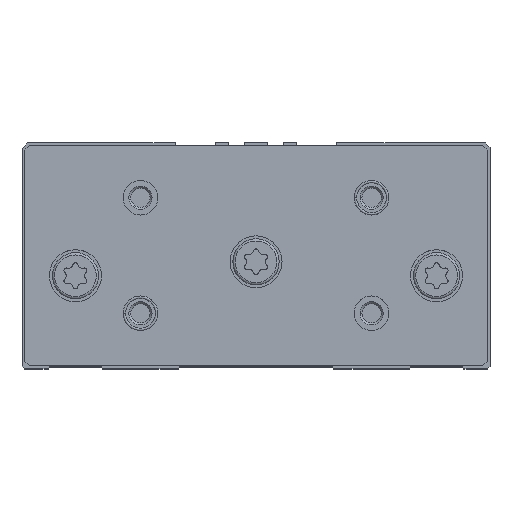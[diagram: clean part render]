
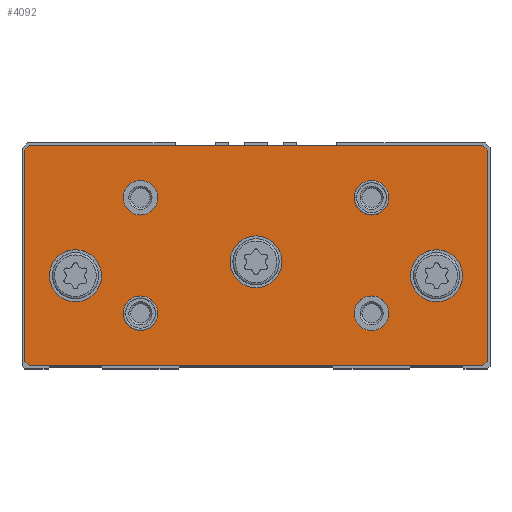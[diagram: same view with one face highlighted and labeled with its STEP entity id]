
A CAD part, top view. The second image highlights one B-rep face of the part: STEP entity #4092.
In plain terms, the highlighted face is planar.
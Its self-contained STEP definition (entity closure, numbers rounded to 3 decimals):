
#387=LINE('',#6863,#625);
#391=LINE('',#6872,#629);
#394=LINE('',#6878,#632);
#397=LINE('',#6884,#635);
#400=LINE('',#6890,#638);
#403=LINE('',#6896,#641);
#406=LINE('',#6902,#644);
#409=LINE('',#6908,#647);
#625=VECTOR('',#5570,1000.);
#629=VECTOR('',#5576,1000.);
#632=VECTOR('',#5581,1000.);
#635=VECTOR('',#5586,1000.);
#638=VECTOR('',#5591,1000.);
#641=VECTOR('',#5596,1000.);
#644=VECTOR('',#5601,1000.);
#647=VECTOR('',#5606,1000.);
#1333=ORIENTED_EDGE('',*,*,#2078,.F.);
#1334=ORIENTED_EDGE('',*,*,#2079,.F.);
#1335=ORIENTED_EDGE('',*,*,#2080,.F.);
#1336=ORIENTED_EDGE('',*,*,#2081,.F.);
#1337=ORIENTED_EDGE('',*,*,#2082,.F.);
#1338=ORIENTED_EDGE('',*,*,#2083,.F.);
#1339=ORIENTED_EDGE('',*,*,#2084,.F.);
#1340=ORIENTED_EDGE('',*,*,#2047,.T.);
#1341=ORIENTED_EDGE('',*,*,#2051,.T.);
#1342=ORIENTED_EDGE('',*,*,#2054,.T.);
#1343=ORIENTED_EDGE('',*,*,#2057,.T.);
#1344=ORIENTED_EDGE('',*,*,#2060,.T.);
#1345=ORIENTED_EDGE('',*,*,#2063,.T.);
#1346=ORIENTED_EDGE('',*,*,#2066,.T.);
#1347=ORIENTED_EDGE('',*,*,#2069,.T.);
#2047=EDGE_CURVE('',#2511,#2512,#387,.T.);
#2051=EDGE_CURVE('',#2512,#2515,#391,.T.);
#2054=EDGE_CURVE('',#2515,#2517,#394,.T.);
#2057=EDGE_CURVE('',#2517,#2519,#397,.T.);
#2060=EDGE_CURVE('',#2519,#2521,#400,.T.);
#2063=EDGE_CURVE('',#2521,#2523,#403,.T.);
#2066=EDGE_CURVE('',#2523,#2525,#406,.T.);
#2069=EDGE_CURVE('',#2525,#2511,#409,.T.);
#2078=EDGE_CURVE('',#2532,#2532,#2817,.T.);
#2079=EDGE_CURVE('',#2533,#2533,#2818,.T.);
#2080=EDGE_CURVE('',#2534,#2534,#2819,.T.);
#2081=EDGE_CURVE('',#2535,#2535,#2820,.T.);
#2082=EDGE_CURVE('',#2536,#2536,#2821,.T.);
#2083=EDGE_CURVE('',#2537,#2537,#2822,.T.);
#2084=EDGE_CURVE('',#2538,#2538,#2823,.T.);
#2511=VERTEX_POINT('',#6864);
#2512=VERTEX_POINT('',#6865);
#2515=VERTEX_POINT('',#6873);
#2517=VERTEX_POINT('',#6879);
#2519=VERTEX_POINT('',#6885);
#2521=VERTEX_POINT('',#6891);
#2523=VERTEX_POINT('',#6897);
#2525=VERTEX_POINT('',#6903);
#2532=VERTEX_POINT('',#6925);
#2533=VERTEX_POINT('',#6927);
#2534=VERTEX_POINT('',#6929);
#2535=VERTEX_POINT('',#6931);
#2536=VERTEX_POINT('',#6933);
#2537=VERTEX_POINT('',#6935);
#2538=VERTEX_POINT('',#6937);
#2817=CIRCLE('',#4576,9.);
#2818=CIRCLE('',#4577,9.);
#2819=CIRCLE('',#4578,9.);
#2820=CIRCLE('',#4579,6.);
#2821=CIRCLE('',#4580,6.);
#2822=CIRCLE('',#4581,6.);
#2823=CIRCLE('',#4582,6.);
#3189=EDGE_LOOP('',(#1333));
#3190=EDGE_LOOP('',(#1334));
#3191=EDGE_LOOP('',(#1335));
#3192=EDGE_LOOP('',(#1336));
#3193=EDGE_LOOP('',(#1337));
#3194=EDGE_LOOP('',(#1338));
#3195=EDGE_LOOP('',(#1339));
#3196=EDGE_LOOP('',(#1340,#1341,#1342,#1343,#1344,#1345,#1346,#1347));
#3637=FACE_BOUND('',#3189,.T.);
#3638=FACE_BOUND('',#3190,.T.);
#3639=FACE_BOUND('',#3191,.T.);
#3640=FACE_BOUND('',#3192,.T.);
#3641=FACE_BOUND('',#3193,.T.);
#3642=FACE_BOUND('',#3194,.T.);
#3643=FACE_BOUND('',#3195,.T.);
#3644=FACE_BOUND('',#3196,.T.);
#3896=PLANE('',#4575);
#4092=ADVANCED_FACE('',(#3637,#3638,#3639,#3640,#3641,#3642,#3643,#3644),
#3896,.F.);
#4575=AXIS2_PLACEMENT_3D('',#6923,#5622,#5623);
#4576=AXIS2_PLACEMENT_3D('',#6924,#5624,#5625);
#4577=AXIS2_PLACEMENT_3D('',#6926,#5626,#5627);
#4578=AXIS2_PLACEMENT_3D('',#6928,#5628,#5629);
#4579=AXIS2_PLACEMENT_3D('',#6930,#5630,#5631);
#4580=AXIS2_PLACEMENT_3D('',#6932,#5632,#5633);
#4581=AXIS2_PLACEMENT_3D('',#6934,#5634,#5635);
#4582=AXIS2_PLACEMENT_3D('',#6936,#5636,#5637);
#5570=DIRECTION('',(0.,-1.,0.));
#5576=DIRECTION('',(0.,-0.707,-0.707));
#5581=DIRECTION('',(0.,0.,-1.));
#5586=DIRECTION('',(0.,0.707,-0.707));
#5591=DIRECTION('',(0.,1.,0.));
#5596=DIRECTION('',(0.,0.707,0.707));
#5601=DIRECTION('',(0.,0.,1.));
#5606=DIRECTION('',(0.,-0.707,0.707));
#5622=DIRECTION('',(-1.,0.,0.));
#5623=DIRECTION('',(0.,0.,1.));
#5624=DIRECTION('',(1.,0.,0.));
#5625=DIRECTION('',(0.,0.,-1.));
#5626=DIRECTION('',(1.,0.,0.));
#5627=DIRECTION('',(0.,0.,-1.));
#5628=DIRECTION('',(1.,0.,0.));
#5629=DIRECTION('',(0.,0.,-1.));
#5630=DIRECTION('',(1.,0.,0.));
#5631=DIRECTION('',(0.,0.,-1.));
#5632=DIRECTION('',(1.,0.,0.));
#5633=DIRECTION('',(0.,0.,-1.));
#5634=DIRECTION('',(1.,0.,0.));
#5635=DIRECTION('',(0.,0.,-1.));
#5636=DIRECTION('',(1.,0.,0.));
#5637=DIRECTION('',(0.,0.,-1.));
#6863=CARTESIAN_POINT('',(18.,38.7,80.));
#6864=CARTESIAN_POINT('',(18.,38.7,80.));
#6865=CARTESIAN_POINT('',(18.,-34.3,80.));
#6872=CARTESIAN_POINT('',(18.,-34.3,80.));
#6873=CARTESIAN_POINT('',(18.,-35.8,78.5));
#6878=CARTESIAN_POINT('',(18.,-35.8,78.5));
#6879=CARTESIAN_POINT('',(18.,-35.8,-78.5));
#6884=CARTESIAN_POINT('',(18.,-35.8,-78.5));
#6885=CARTESIAN_POINT('',(18.,-34.3,-80.));
#6890=CARTESIAN_POINT('',(18.,-34.3,-80.));
#6891=CARTESIAN_POINT('',(18.,38.7,-80.));
#6896=CARTESIAN_POINT('',(18.,38.7,-80.));
#6897=CARTESIAN_POINT('',(18.,40.2,-78.5));
#6902=CARTESIAN_POINT('',(18.,40.2,-78.5));
#6903=CARTESIAN_POINT('',(18.,40.2,78.5));
#6908=CARTESIAN_POINT('',(18.,40.2,78.5));
#6923=CARTESIAN_POINT('',(18.,-4.8,-75.));
#6924=CARTESIAN_POINT('',(18.,-4.8,-62.5));
#6925=CARTESIAN_POINT('',(18.,-4.8,-71.5));
#6926=CARTESIAN_POINT('',(18.,-4.8,62.5));
#6927=CARTESIAN_POINT('',(18.,-4.8,53.5));
#6928=CARTESIAN_POINT('',(18.,0.,0.));
#6929=CARTESIAN_POINT('',(18.,0.,-9.));
#6930=CARTESIAN_POINT('',(18.,-17.8,40.));
#6931=CARTESIAN_POINT('',(18.,-17.8,34.));
#6932=CARTESIAN_POINT('',(18.,-17.8,-40.));
#6933=CARTESIAN_POINT('',(18.,-17.8,-46.));
#6934=CARTESIAN_POINT('',(18.,22.2,40.));
#6935=CARTESIAN_POINT('',(18.,22.2,34.));
#6936=CARTESIAN_POINT('',(18.,22.2,-40.));
#6937=CARTESIAN_POINT('',(18.,22.2,-46.));
